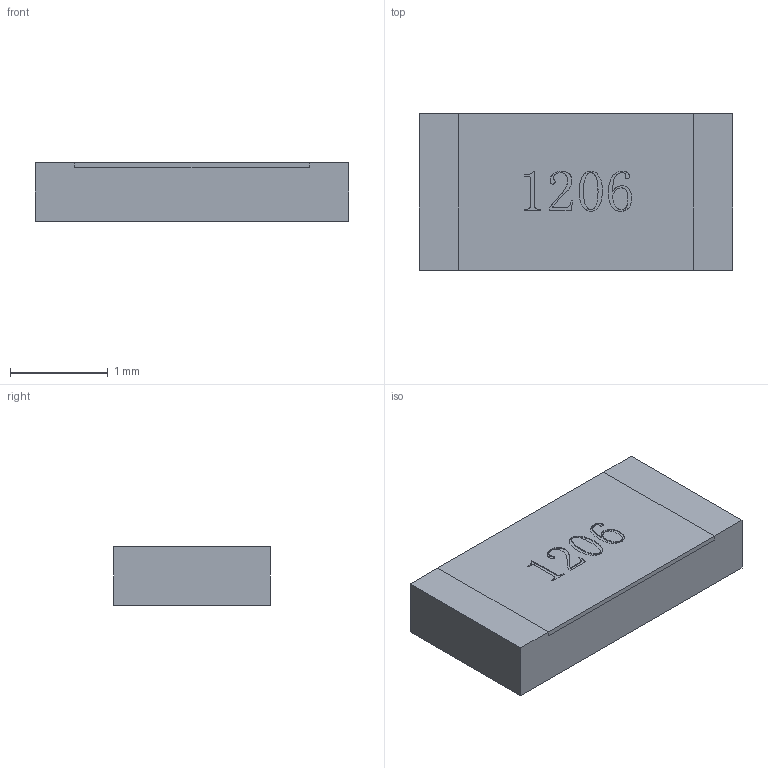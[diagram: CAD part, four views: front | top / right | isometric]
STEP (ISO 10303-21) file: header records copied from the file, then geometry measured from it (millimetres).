
FILE_DESCRIPTION (( 'STEP AP214' ), '1' );
FILE_NAME ('R1206.STEP', '2008-07-28T01:37:13', ( 'Chinese User' ), ( 'Chinese ORG' ), 'SwSTEP 2.0', 'SolidWorks 2005204', '' );
FILE_SCHEMA (( 'AUTOMOTIVE_DESIGN' ));
Length unit declared in the file: millimetre
Products named in the file (1): R1206
Bounding box: 3.2 x 1.6 x 0.6 mm (x, y, z)
Volume: 3.1 mm3; surface area: 24.1 mm2
Topology: 2 solids, 2 shells, 77 faces, 201 edges, 134 vertices
Faces by surface type: bspline 39, plane 38
Entity records: 5699 total; most frequent: CARTESIAN_POINT 3950, ORIENTED_EDGE 402, EDGE_CURVE 201, DIRECTION 201, VERTEX_POINT 134, VECTOR 123, LINE 123, EDGE_LOOP 83
